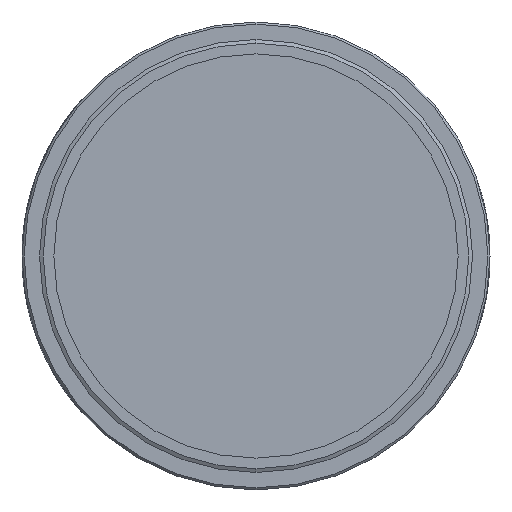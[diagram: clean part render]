
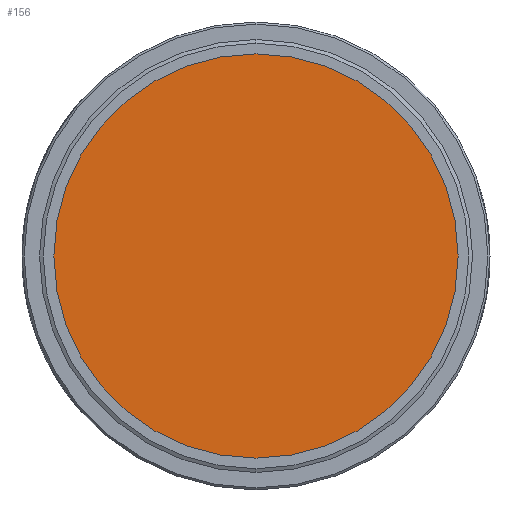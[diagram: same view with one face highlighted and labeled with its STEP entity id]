
A CAD part, left-side view. The second image highlights one B-rep face of the part: STEP entity #156.
In plain terms, the highlighted planar face has unit normal (-1, 0, 0).
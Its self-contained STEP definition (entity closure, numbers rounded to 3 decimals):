
#156 = ADVANCED_FACE ( 'NONE', ( #6383 ), #3263, .F. ) ;
#3014 = AXIS2_PLACEMENT_3D ( 'NONE', #10523, #4480, #12939 ) ;
#3263 = PLANE ( 'NONE',  #3014 ) ;
#4455 = AXIS2_PLACEMENT_3D ( 'NONE', #13387, #6144, #14626 ) ;
#4480 = DIRECTION ( 'NONE',  ( 1., 0., 0. ) ) ;
#5001 = EDGE_CURVE ( 'NONE', #14749, #14866, #8438, .T. ) ;
#5910 = EDGE_CURVE ( 'NONE', #14866, #14749, #7863, .T. ) ;
#6144 = DIRECTION ( 'NONE',  ( -1., 0., 0. ) ) ;
#6383 = FACE_OUTER_BOUND ( 'NONE', #7147, .T. ) ;
#6558 = DIRECTION ( 'NONE',  ( -1., 0., 0. ) ) ;
#7147 = EDGE_LOOP ( 'NONE', ( #14786, #12286 ) ) ;
#7393 = AXIS2_PLACEMENT_3D ( 'NONE', #13802, #6558, #15046 ) ;
#7863 = CIRCLE ( 'NONE', #7393, 25.15 ) ;
#8438 = CIRCLE ( 'NONE', #4455, 25.15 ) ;
#10523 = CARTESIAN_POINT ( 'NONE',  ( -2.667, 0., 0. ) ) ;
#10557 = CARTESIAN_POINT ( 'NONE',  ( -2.667, 0., -25.15 ) ) ;
#12286 = ORIENTED_EDGE ( 'NONE', *, *, #5001, .T. ) ;
#12939 = DIRECTION ( 'NONE',  ( 0., 0., -1. ) ) ;
#13387 = CARTESIAN_POINT ( 'NONE',  ( -2.667, 0., 0. ) ) ;
#13597 = CARTESIAN_POINT ( 'NONE',  ( -2.667, 0., 25.15 ) ) ;
#13802 = CARTESIAN_POINT ( 'NONE',  ( -2.667, 0., 0. ) ) ;
#14626 = DIRECTION ( 'NONE',  ( 0., 0., -1. ) ) ;
#14749 = VERTEX_POINT ( 'NONE', #13597 ) ;
#14786 = ORIENTED_EDGE ( 'NONE', *, *, #5910, .T. ) ;
#14866 = VERTEX_POINT ( 'NONE', #10557 ) ;
#15046 = DIRECTION ( 'NONE',  ( 0., 0., -1. ) ) ;
